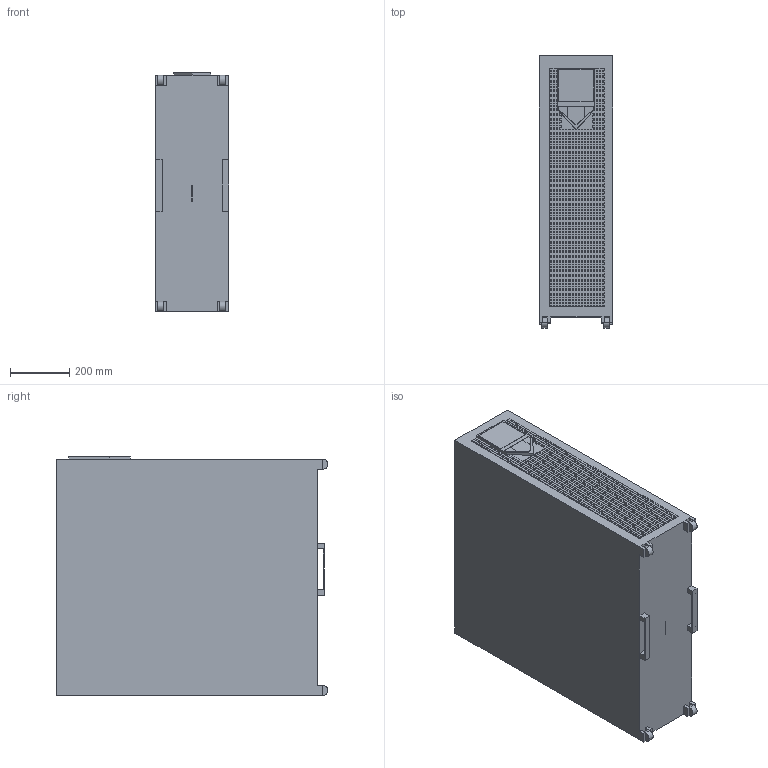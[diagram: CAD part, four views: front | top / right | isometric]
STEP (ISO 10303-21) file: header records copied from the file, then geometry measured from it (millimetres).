
FILE_DESCRIPTION (( 'STEP AP203' ), '1' );
FILE_NAME ('MPOB-010-2-00.STEP', '2023-10-13T10:39:46', ( '' ), ( '' ), 'SwSTEP 2.0', 'SolidWorks 2022', '' );
FILE_SCHEMA (( 'CONFIG_CONTROL_DESIGN' ));
Products named in the file (1): MPOB-010-2-00
Bounding box: 250 x 918.98 x 807 mm (x, y, z)
Volume: 176240288.9 mm3; surface area: 2321286.2 mm2
Topology: 1 solids, 1 shells, 4079 faces, 10025 edges, 6669 vertices
Faces by surface type: plane 4071, cylinder 8
Entity records: 117712 total; most frequent: CARTESIAN_POINT 20774, ORIENTED_EDGE 20050, DIRECTION 18201, EDGE_CURVE 10025, LINE 10009, VECTOR 10009, VERTEX_POINT 6669, EDGE_LOOP 4812
